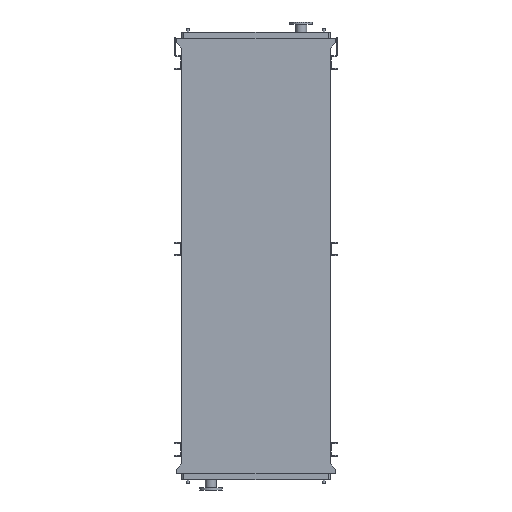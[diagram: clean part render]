
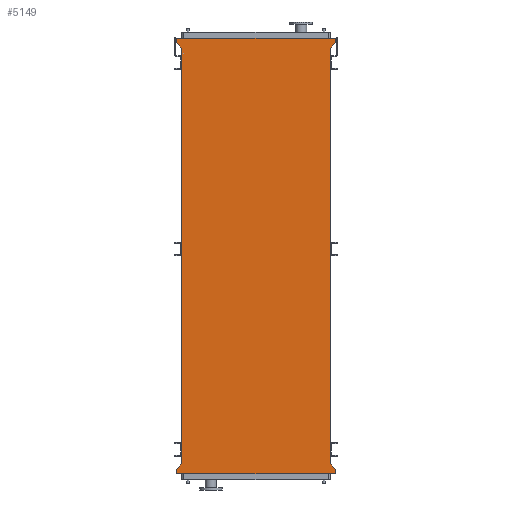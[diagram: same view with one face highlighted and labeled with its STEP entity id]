
A CAD part, front view. The second image highlights one B-rep face of the part: STEP entity #5149.
In plain terms, the highlighted planar face has unit normal (0, -1, 0).
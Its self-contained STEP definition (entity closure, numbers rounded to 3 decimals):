
#270 = LINE ( 'NONE', #17272, #5942 ) ;
#975 = ORIENTED_EDGE ( 'NONE', *, *, #1962, .F. ) ;
#1616 = ORIENTED_EDGE ( 'NONE', *, *, #2401, .F. ) ;
#1748 = EDGE_CURVE ( 'NONE', #16794, #10892, #270, .T. ) ;
#1892 = EDGE_CURVE ( 'NONE', #17862, #10892, #12052, .T. ) ;
#1962 = EDGE_CURVE ( 'NONE', #19281, #17862, #9946, .T. ) ;
#2106 = EDGE_CURVE ( 'NONE', #4189, #15843, #11253, .T. ) ;
#2135 = EDGE_CURVE ( 'NONE', #18868, #4189, #18805, .T. ) ;
#2209 = EDGE_CURVE ( 'NONE', #2802, #8845, #20673, .T. ) ;
#2271 = CARTESIAN_POINT ( 'NONE',  ( 725., 0., -4050. ) ) ;
#2323 = VECTOR ( 'NONE', #8805, 1000. ) ;
#2401 = EDGE_CURVE ( 'NONE', #15584, #2802, #18162, .T. ) ;
#2522 = EDGE_CURVE ( 'NONE', #5130, #15584, #2655, .T. ) ;
#2634 = EDGE_CURVE ( 'NONE', #6487, #5130, #4738, .T. ) ;
#2655 = LINE ( 'NONE', #8652, #15971 ) ;
#2747 = EDGE_CURVE ( 'NONE', #16794, #6487, #16184, .T. ) ;
#2802 = VERTEX_POINT ( 'NONE', #10102 ) ;
#3664 = ORIENTED_EDGE ( 'NONE', *, *, #1892, .F. ) ;
#4161 = DIRECTION ( 'NONE',  ( 0., -1., 0. ) ) ;
#4189 = VERTEX_POINT ( 'NONE', #9551 ) ;
#4415 = DIRECTION ( 'NONE',  ( 0., 0., -1. ) ) ;
#4543 = CARTESIAN_POINT ( 'NONE',  ( 771., 0., -4103. ) ) ;
#4622 = ORIENTED_EDGE ( 'NONE', *, *, #2634, .F. ) ;
#4738 = LINE ( 'NONE', #10814, #10172 ) ;
#5112 = LINE ( 'NONE', #11272, #20525 ) ;
#5130 = VERTEX_POINT ( 'NONE', #9986 ) ;
#5149 = ADVANCED_FACE ( 'NONE', ( #18269 ), #6416, .T. ) ;
#5942 = VECTOR ( 'NONE', #11073, 1000. ) ;
#5968 = CARTESIAN_POINT ( 'NONE',  ( -725., 0., -4050. ) ) ;
#6070 = DIRECTION ( 'NONE',  ( 0., 0., -1. ) ) ;
#6416 = PLANE ( 'NONE',  #8835 ) ;
#6487 = VERTEX_POINT ( 'NONE', #4543 ) ;
#6539 = VECTOR ( 'NONE', #6880, 1000. ) ;
#6880 = DIRECTION ( 'NONE',  ( -0.655, 0., 0.755 ) ) ;
#6986 = CARTESIAN_POINT ( 'NONE',  ( -725., 0., -4050. ) ) ;
#7051 = CARTESIAN_POINT ( 'NONE',  ( -725., 0., 0. ) ) ;
#7116 = EDGE_CURVE ( 'NONE', #15843, #19281, #17990, .T. ) ;
#7560 = ORIENTED_EDGE ( 'NONE', *, *, #1748, .T. ) ;
#8171 = ORIENTED_EDGE ( 'NONE', *, *, #10372, .F. ) ;
#8647 = DIRECTION ( 'NONE',  ( -1., 0., 0. ) ) ;
#8652 = CARTESIAN_POINT ( 'NONE',  ( 771., 0., -4145. ) ) ;
#8805 = DIRECTION ( 'NONE',  ( 0.655, 0., -0.755 ) ) ;
#8835 = AXIS2_PLACEMENT_3D ( 'NONE', #5968, #4161, #4415 ) ;
#8845 = VERTEX_POINT ( 'NONE', #6986 ) ;
#8876 = CARTESIAN_POINT ( 'NONE',  ( -771., 0., -4145. ) ) ;
#9551 = CARTESIAN_POINT ( 'NONE',  ( -771., 0., 53. ) ) ;
#9946 = LINE ( 'NONE', #12253, #21274 ) ;
#9986 = CARTESIAN_POINT ( 'NONE',  ( 771., 0., -4145. ) ) ;
#10102 = CARTESIAN_POINT ( 'NONE',  ( -771., 0., -4103. ) ) ;
#10172 = VECTOR ( 'NONE', #6070, 1000. ) ;
#10372 = EDGE_CURVE ( 'NONE', #8845, #18868, #5112, .T. ) ;
#10453 = DIRECTION ( 'NONE',  ( 0., 0., 1. ) ) ;
#10529 = CARTESIAN_POINT ( 'NONE',  ( -771., 0., 53. ) ) ;
#10603 = CARTESIAN_POINT ( 'NONE',  ( 771., 0., 53. ) ) ;
#10814 = CARTESIAN_POINT ( 'NONE',  ( 771., 0., -4103. ) ) ;
#10892 = VERTEX_POINT ( 'NONE', #14256 ) ;
#11073 = DIRECTION ( 'NONE',  ( 0., 0., 1. ) ) ;
#11253 = LINE ( 'NONE', #10529, #15988 ) ;
#11272 = CARTESIAN_POINT ( 'NONE',  ( -725., 0., -4050. ) ) ;
#12052 = LINE ( 'NONE', #15365, #19456 ) ;
#12161 = DIRECTION ( 'NONE',  ( 0., 0., 1. ) ) ;
#12253 = CARTESIAN_POINT ( 'NONE',  ( 771., 0., 95. ) ) ;
#12400 = DIRECTION ( 'NONE',  ( 0., 0., -1. ) ) ;
#12932 = CARTESIAN_POINT ( 'NONE',  ( 725., 0., -4050. ) ) ;
#13101 = EDGE_LOOP ( 'NONE', ( #7560, #3664, #975, #15618, #13953, #14921, #8171, #17204, #1616, #19757, #4622, #14445 ) ) ;
#13550 = CARTESIAN_POINT ( 'NONE',  ( -771., 0., 95. ) ) ;
#13570 = DIRECTION ( 'NONE',  ( 1., 0., 0. ) ) ;
#13679 = CARTESIAN_POINT ( 'NONE',  ( 771., 0., 95. ) ) ;
#13951 = CARTESIAN_POINT ( 'NONE',  ( -771., 0., -4145. ) ) ;
#13953 = ORIENTED_EDGE ( 'NONE', *, *, #2106, .F. ) ;
#14256 = CARTESIAN_POINT ( 'NONE',  ( 725., 0., 0. ) ) ;
#14445 = ORIENTED_EDGE ( 'NONE', *, *, #2747, .F. ) ;
#14877 = DIRECTION ( 'NONE',  ( 0., 0., 1. ) ) ;
#14921 = ORIENTED_EDGE ( 'NONE', *, *, #2135, .F. ) ;
#15365 = CARTESIAN_POINT ( 'NONE',  ( 771., 0., 53. ) ) ;
#15584 = VERTEX_POINT ( 'NONE', #8876 ) ;
#15618 = ORIENTED_EDGE ( 'NONE', *, *, #7116, .F. ) ;
#15792 = CARTESIAN_POINT ( 'NONE',  ( -725., 0., 0. ) ) ;
#15843 = VERTEX_POINT ( 'NONE', #19578 ) ;
#15971 = VECTOR ( 'NONE', #8647, 1000. ) ;
#15988 = VECTOR ( 'NONE', #10453, 1000. ) ;
#16184 = LINE ( 'NONE', #12932, #2323 ) ;
#16643 = VECTOR ( 'NONE', #19436, 1000. ) ;
#16794 = VERTEX_POINT ( 'NONE', #2271 ) ;
#17204 = ORIENTED_EDGE ( 'NONE', *, *, #2209, .F. ) ;
#17272 = CARTESIAN_POINT ( 'NONE',  ( 725., 0., -4050. ) ) ;
#17862 = VERTEX_POINT ( 'NONE', #10603 ) ;
#17990 = LINE ( 'NONE', #13550, #20713 ) ;
#18162 = LINE ( 'NONE', #13951, #21258 ) ;
#18225 = DIRECTION ( 'NONE',  ( -0.655, 0., -0.755 ) ) ;
#18269 = FACE_OUTER_BOUND ( 'NONE', #13101, .T. ) ;
#18415 = CARTESIAN_POINT ( 'NONE',  ( -771., 0., -4103. ) ) ;
#18805 = LINE ( 'NONE', #7051, #6539 ) ;
#18868 = VERTEX_POINT ( 'NONE', #15792 ) ;
#19281 = VERTEX_POINT ( 'NONE', #13679 ) ;
#19436 = DIRECTION ( 'NONE',  ( 0.655, 0., 0.755 ) ) ;
#19456 = VECTOR ( 'NONE', #18225, 1000. ) ;
#19578 = CARTESIAN_POINT ( 'NONE',  ( -771., 0., 95. ) ) ;
#19757 = ORIENTED_EDGE ( 'NONE', *, *, #2522, .F. ) ;
#20525 = VECTOR ( 'NONE', #12161, 1000. ) ;
#20673 = LINE ( 'NONE', #18415, #16643 ) ;
#20713 = VECTOR ( 'NONE', #13570, 1000. ) ;
#21258 = VECTOR ( 'NONE', #14877, 1000. ) ;
#21274 = VECTOR ( 'NONE', #12400, 1000. ) ;
